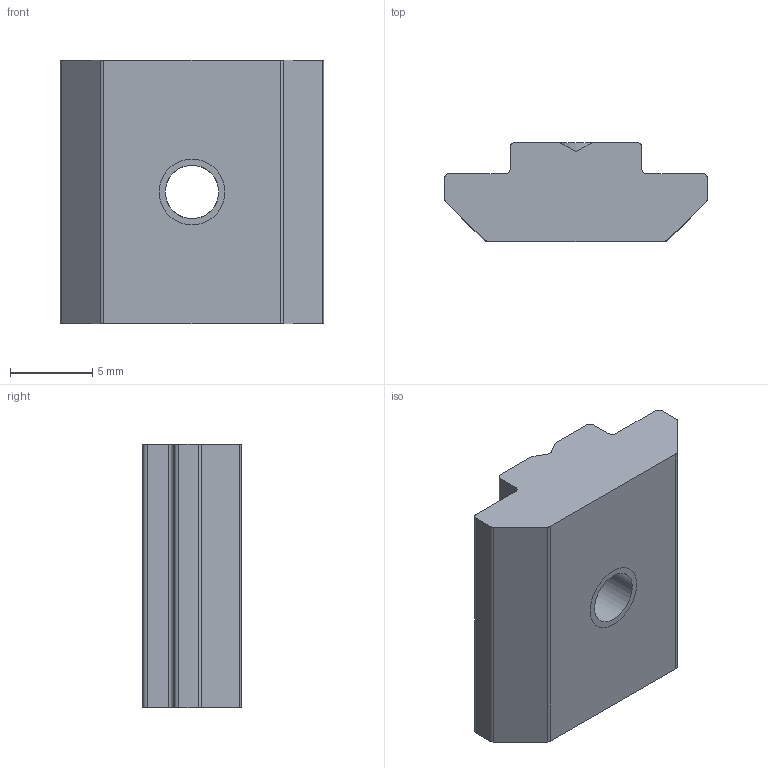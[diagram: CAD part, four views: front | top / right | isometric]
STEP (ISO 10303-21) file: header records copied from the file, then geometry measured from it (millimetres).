
FILE_DESCRIPTION((''),'2;1');
FILE_NAME('UTORNI_KAMEN_U8','2022-09-16T14:38:08',('PredragRovcanin'),('Audax d.o.o.'),'CREO PARAMETRIC BY PTC INC, 2020281','CREO PARAMETRIC BY PTC INC, 2020281','');
FILE_SCHEMA(('AUTOMOTIVE_DESIGN { 1 0 10303 214 1 1 1 1 }'));
Length unit declared in the file: millimetre
Products named in the file (1): UTORNI_KAMEN_U8
Bounding box: 16 x 6 x 16 mm (x, y, z)
Volume: 1135.2 mm3; surface area: 918.5 mm2
Topology: 1 solids, 2 shells, 34 faces, 100 edges, 70 vertices
Faces by surface type: plane 18, cylinder 16
Entity records: 2056 total; most frequent: COLOUR_RGB 321, CARTESIAN_POINT 229, DIRECTION 202, ORIENTED_EDGE 192, PRESENTATION_STYLE_ASSIGNMENT 105, STYLED_ITEM 105, CURVE_STYLE 103, EDGE_CURVE 98
